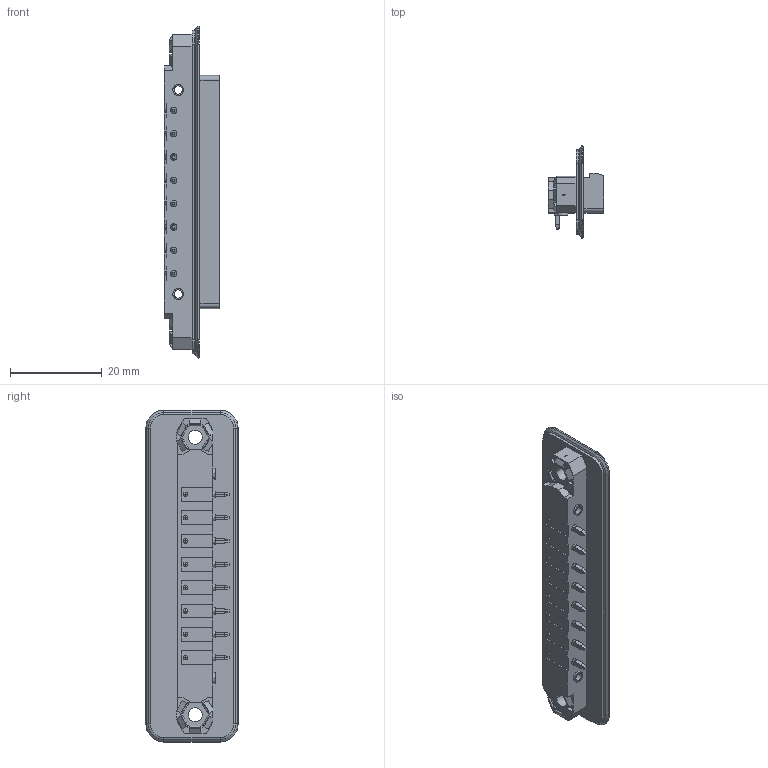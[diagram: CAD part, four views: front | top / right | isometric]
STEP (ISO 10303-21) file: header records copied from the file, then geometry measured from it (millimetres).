
FILE_DESCRIPTION(('STEP AP214'),'1');
FILE_NAME('1899045.stp','2016-07-05T05:31:21',('TraceParts'),('TraceParts S.A.'),'Spatial InterOp 3D',' ',' ');
FILE_SCHEMA(('automotive_design'));
Length unit declared in the file: millimetre
Products named in the file (1): dfk-mstba_2.5-8-gf-5.08|1#dfk-mstba_2.5-8-gf-5.08;dfk-mstba_2.5-8-gf-5.08
Bounding box: 12 x 20.07 x 72.27 mm (x, y, z)
Volume: 4436.8 mm3; surface area: 6029.8 mm2
Topology: 1 solids, 1 shells, 879 faces, 1998 edges, 1188 vertices
Faces by surface type: plane 686, cylinder 117, sphere 32, cone 24, torus 20
Entity records: 31266 total; most frequent: CARTESIAN_POINT 4258, DIRECTION 4240, ORIENTED_EDGE 3996, EDGE_CURVE 1998, LINE 1484, VECTOR 1484, AXIS2_PLACEMENT_3D 1378, VERTEX_POINT 1188
